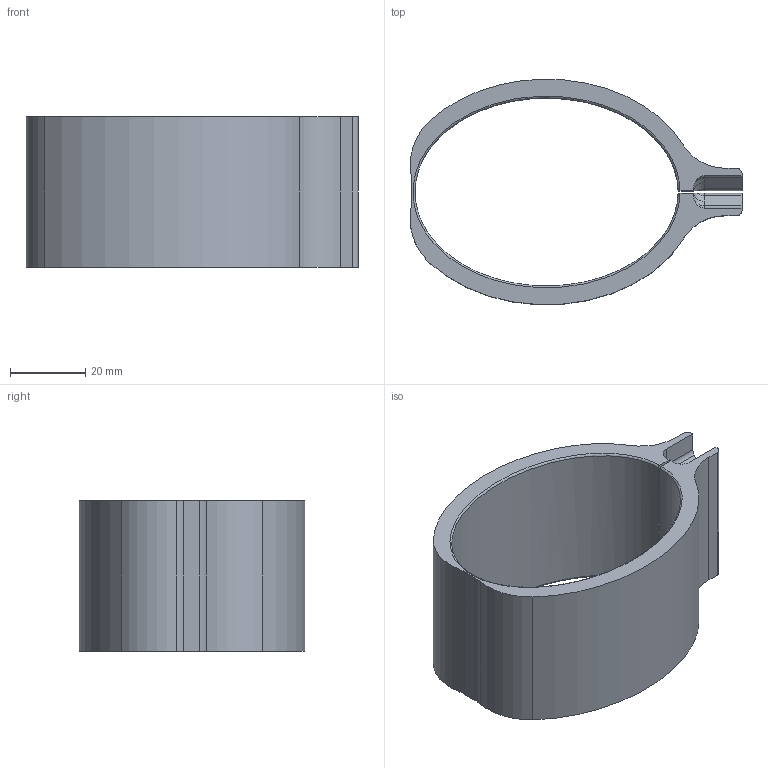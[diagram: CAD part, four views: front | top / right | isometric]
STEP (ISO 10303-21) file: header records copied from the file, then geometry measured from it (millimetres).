
FILE_DESCRIPTION(/* description */ (''),/* implementation_level */ '2;1');
FILE_NAME(/* name */ 'bracelets.step',/* time_stamp */ '2019-05-17T13:58:20+01:00',/* author */ ('vykkuf'),/* organization */ (''),/* preprocessor_version */ 'ST-DEVELOPER v18',/* originating_system */ 'Autodesk Translation Framework v8.2.0.1029',/* authorisation */ '');
FILE_SCHEMA (('AUTOMOTIVE_DESIGN { 1 0 10303 214 3 1 1 }'));
Length unit declared in the file: millimetre
Products named in the file (1): bracelets
Bounding box: 88.31 x 59.94 x 40 mm (x, y, z)
Volume: 41623.6 mm3; surface area: 21593.3 mm2
Topology: 1 solids, 1 shells, 72 faces, 188 edges, 116 vertices
Faces by surface type: plane 31, cylinder 28, bspline 9, torus 4
Entity records: 3059 total; most frequent: CARTESIAN_POINT 1278, ORIENTED_EDGE 368, DIRECTION 360, EDGE_CURVE 184, AXIS2_PLACEMENT_3D 124, VERTEX_POINT 116, LINE 112, VECTOR 112
